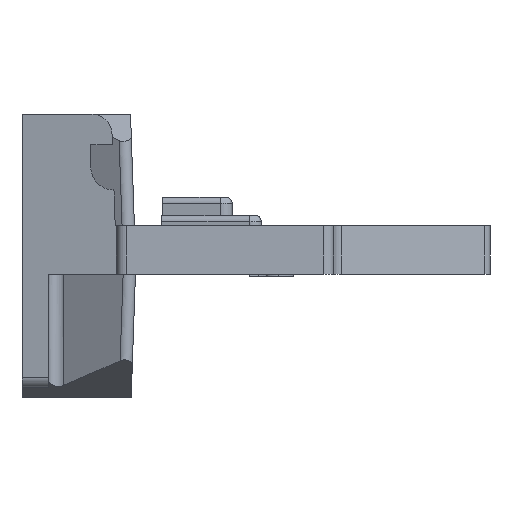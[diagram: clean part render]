
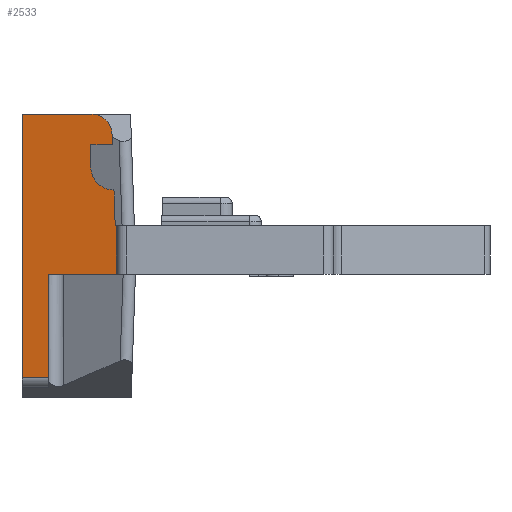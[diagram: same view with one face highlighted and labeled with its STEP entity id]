
A CAD part, left-side view. The second image highlights one B-rep face of the part: STEP entity #2533.
In plain terms, the highlighted planar face has unit normal (-0.985, 0.174, 0).
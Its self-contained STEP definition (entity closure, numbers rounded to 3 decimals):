
#2339=B_SPLINE_CURVE_WITH_KNOTS('',3,(#10656,#10657,#10658,#10659),
 .UNSPECIFIED.,.F.,.F.,(4,4),(0.,1.),.UNSPECIFIED.);
#2340=B_SPLINE_CURVE_WITH_KNOTS('',3,(#10667,#10668,#10669,#10670),
 .UNSPECIFIED.,.F.,.F.,(4,4),(0.,1.),.UNSPECIFIED.);
#2533=ADVANCED_FACE('',(#3029),#2795,.T.);
#2795=PLANE('',#7969);
#3029=FACE_OUTER_BOUND('',#3324,.T.);
#3324=EDGE_LOOP('',(#4202,#4203,#4204,#4205,#4206,#4207,#4208,#4209,#4210,
#4211,#4212,#4213,#4214,#4215));
#4202=ORIENTED_EDGE('',*,*,#6105,.F.);
#4203=ORIENTED_EDGE('',*,*,#5828,.F.);
#4204=ORIENTED_EDGE('',*,*,#6104,.T.);
#4205=ORIENTED_EDGE('',*,*,#6106,.T.);
#4206=ORIENTED_EDGE('',*,*,#6107,.F.);
#4207=ORIENTED_EDGE('',*,*,#6108,.T.);
#4208=ORIENTED_EDGE('',*,*,#6109,.T.);
#4209=ORIENTED_EDGE('',*,*,#6110,.T.);
#4210=ORIENTED_EDGE('',*,*,#6111,.F.);
#4211=ORIENTED_EDGE('',*,*,#6112,.F.);
#4212=ORIENTED_EDGE('',*,*,#6113,.T.);
#4213=ORIENTED_EDGE('',*,*,#6114,.F.);
#4214=ORIENTED_EDGE('',*,*,#6115,.T.);
#4215=ORIENTED_EDGE('',*,*,#6116,.F.);
#5270=VERTEX_POINT('',#9932);
#5271=VERTEX_POINT('',#9934);
#5424=VERTEX_POINT('',#10645);
#5425=VERTEX_POINT('',#10649);
#5426=VERTEX_POINT('',#10651);
#5427=VERTEX_POINT('',#10653);
#5428=VERTEX_POINT('',#10655);
#5429=VERTEX_POINT('',#10660);
#5430=VERTEX_POINT('',#10662);
#5431=VERTEX_POINT('',#10664);
#5432=VERTEX_POINT('',#10666);
#5433=VERTEX_POINT('',#10671);
#5434=VERTEX_POINT('',#10673);
#5435=VERTEX_POINT('',#10675);
#5828=EDGE_CURVE('',#5270,#5271,#6624,.T.);
#6104=EDGE_CURVE('',#5270,#5424,#6865,.T.);
#6105=EDGE_CURVE('',#5271,#5425,#6866,.T.);
#6106=EDGE_CURVE('',#5424,#5426,#6867,.T.);
#6107=EDGE_CURVE('',#5427,#5426,#6868,.T.);
#6108=EDGE_CURVE('',#5427,#5428,#6869,.T.);
#6109=EDGE_CURVE('',#5428,#5429,#2339,.T.);
#6110=EDGE_CURVE('',#5429,#5430,#6870,.T.);
#6111=EDGE_CURVE('',#5431,#5430,#6871,.T.);
#6112=EDGE_CURVE('',#5432,#5431,#6872,.T.);
#6113=EDGE_CURVE('',#5432,#5433,#2340,.T.);
#6114=EDGE_CURVE('',#5434,#5433,#6873,.T.);
#6115=EDGE_CURVE('',#5434,#5435,#6874,.T.);
#6116=EDGE_CURVE('',#5425,#5435,#6875,.T.);
#6624=LINE('',#9933,#7288);
#6865=LINE('',#10646,#7550);
#6866=LINE('',#10648,#7551);
#6867=LINE('',#10650,#7552);
#6868=LINE('',#10652,#7553);
#6869=LINE('',#10654,#7554);
#6870=LINE('',#10661,#7555);
#6871=LINE('',#10663,#7556);
#6872=LINE('',#10665,#7557);
#6873=LINE('',#10672,#7558);
#6874=LINE('',#10674,#7559);
#6875=LINE('',#10676,#7560);
#7288=VECTOR('',#8354,1.);
#7550=VECTOR('',#8838,1.);
#7551=VECTOR('',#8841,1.);
#7552=VECTOR('',#8842,1.);
#7553=VECTOR('',#8843,1.);
#7554=VECTOR('',#8844,1.);
#7555=VECTOR('',#8845,1.);
#7556=VECTOR('',#8846,1.);
#7557=VECTOR('',#8847,1.);
#7558=VECTOR('',#8848,1.);
#7559=VECTOR('',#8849,1.);
#7560=VECTOR('',#8850,1.);
#7969=AXIS2_PLACEMENT_3D('',#10677,#8851,#8852);
#8354=DIRECTION('',(0.174,0.985,0.));
#8838=DIRECTION('',(0.,0.,1.));
#8841=DIRECTION('',(0.,0.,-1.));
#8842=DIRECTION('',(0.174,0.985,0.));
#8843=DIRECTION('',(-0.006,-0.035,-0.999));
#8844=DIRECTION('',(0.174,0.985,0.));
#8845=DIRECTION('',(0.,0.,1.));
#8846=DIRECTION('',(0.174,0.985,0.));
#8847=DIRECTION('',(-0.006,-0.035,-0.999));
#8848=DIRECTION('',(-0.174,-0.985,0.));
#8849=DIRECTION('',(0.,0.,-1.));
#8850=DIRECTION('',(0.174,0.985,0.));
#8851=DIRECTION('',(-0.985,0.174,0.));
#8852=DIRECTION('',(0.174,0.985,0.));
#9932=CARTESIAN_POINT('',(-13.908,-3.778,0.));
#9933=CARTESIAN_POINT('',(-13.908,-3.778,0.));
#9934=CARTESIAN_POINT('',(-13.317,-0.428,0.));
#10645=CARTESIAN_POINT('',(-13.908,-3.778,2.4));
#10646=CARTESIAN_POINT('',(-13.908,-3.778,0.));
#10648=CARTESIAN_POINT('',(-13.317,-0.428,0.));
#10649=CARTESIAN_POINT('',(-13.317,-0.428,-5.1));
#10650=CARTESIAN_POINT('',(-13.908,-3.778,2.4));
#10651=CARTESIAN_POINT('',(-13.899,-3.728,2.4));
#10652=CARTESIAN_POINT('',(-13.888,-3.666,4.164));
#10653=CARTESIAN_POINT('',(-13.888,-3.666,4.164));
#10654=CARTESIAN_POINT('',(-13.888,-3.666,4.164));
#10655=CARTESIAN_POINT('',(-13.882,-3.628,4.164));
#10656=CARTESIAN_POINT('',(-13.882,-3.628,4.164));
#10657=CARTESIAN_POINT('',(-13.779,-3.044,4.166));
#10658=CARTESIAN_POINT('',(-13.688,-2.531,4.669));
#10659=CARTESIAN_POINT('',(-13.688,-2.528,5.264));
#10660=CARTESIAN_POINT('',(-13.688,-2.528,5.264));
#10661=CARTESIAN_POINT('',(-13.688,-2.528,5.264));
#10662=CARTESIAN_POINT('',(-13.688,-2.528,6.4));
#10663=CARTESIAN_POINT('',(-13.875,-3.588,6.4));
#10664=CARTESIAN_POINT('',(-13.875,-3.588,6.4));
#10665=CARTESIAN_POINT('',(-13.871,-3.57,6.935));
#10666=CARTESIAN_POINT('',(-13.871,-3.57,6.935));
#10667=CARTESIAN_POINT('',(-13.871,-3.57,6.935));
#10668=CARTESIAN_POINT('',(-13.868,-3.549,7.461));
#10669=CARTESIAN_POINT('',(-13.787,-3.09,7.898));
#10670=CARTESIAN_POINT('',(-13.695,-2.57,7.9));
#10671=CARTESIAN_POINT('',(-13.695,-2.57,7.9));
#10672=CARTESIAN_POINT('',(-13.088,0.872,7.9));
#10673=CARTESIAN_POINT('',(-13.088,0.872,7.9));
#10674=CARTESIAN_POINT('',(-13.088,0.872,7.9));
#10675=CARTESIAN_POINT('',(-13.088,0.872,-5.1));
#10676=CARTESIAN_POINT('',(-13.317,-0.428,-5.1));
#10677=CARTESIAN_POINT('',(-13.908,-3.778,0.));
